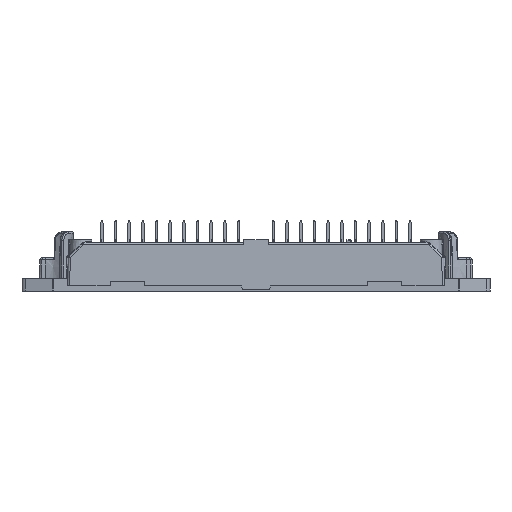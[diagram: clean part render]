
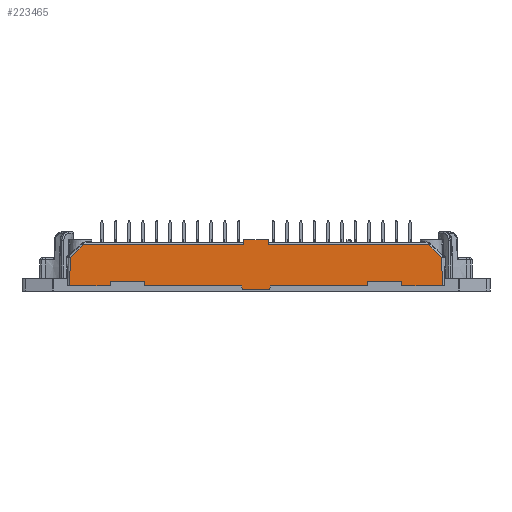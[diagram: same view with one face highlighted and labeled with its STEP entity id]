
A CAD part, front view. The second image highlights one B-rep face of the part: STEP entity #223465.
In plain terms, the highlighted planar face has unit normal (0, -1, 0.026).
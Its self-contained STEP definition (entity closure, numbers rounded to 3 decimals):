
#28401=ORIENTED_EDGE('',*,*,#70806,.F.);
#28402=ORIENTED_EDGE('',*,*,#70807,.T.);
#28403=ORIENTED_EDGE('',*,*,#70808,.F.);
#28404=ORIENTED_EDGE('',*,*,#70809,.T.);
#28405=ORIENTED_EDGE('',*,*,#70810,.T.);
#28406=ORIENTED_EDGE('',*,*,#69164,.F.);
#28407=ORIENTED_EDGE('',*,*,#69162,.T.);
#28408=ORIENTED_EDGE('',*,*,#70544,.F.);
#28409=ORIENTED_EDGE('',*,*,#69157,.T.);
#28410=ORIENTED_EDGE('',*,*,#70665,.T.);
#28411=ORIENTED_EDGE('',*,*,#69155,.T.);
#28412=ORIENTED_EDGE('',*,*,#69153,.T.);
#28413=ORIENTED_EDGE('',*,*,#70811,.T.);
#28414=ORIENTED_EDGE('',*,*,#70812,.F.);
#28415=ORIENTED_EDGE('',*,*,#70813,.T.);
#28416=ORIENTED_EDGE('',*,*,#70814,.T.);
#28417=ORIENTED_EDGE('',*,*,#70815,.T.);
#28418=ORIENTED_EDGE('',*,*,#69185,.F.);
#28419=ORIENTED_EDGE('',*,*,#69189,.T.);
#28420=ORIENTED_EDGE('',*,*,#69194,.F.);
#28421=ORIENTED_EDGE('',*,*,#69195,.F.);
#28422=ORIENTED_EDGE('',*,*,#69199,.T.);
#69153=EDGE_CURVE('',#88289,#88626,#108313,.T.);
#69155=EDGE_CURVE('',#88628,#88289,#108315,.T.);
#69157=EDGE_CURVE('',#88629,#88630,#108316,.F.);
#69162=EDGE_CURVE('',#88292,#88632,#108320,.F.);
#69164=EDGE_CURVE('',#88292,#88634,#108322,.T.);
#69185=EDGE_CURVE('',#88649,#88650,#108339,.F.);
#69189=EDGE_CURVE('',#88649,#88653,#108343,.T.);
#69194=EDGE_CURVE('',#88656,#88653,#108348,.F.);
#69195=EDGE_CURVE('',#88657,#88656,#108349,.T.);
#69199=EDGE_CURVE('',#88657,#88659,#108353,.F.);
#70544=EDGE_CURVE('',#88629,#88632,#108929,.T.);
#70665=EDGE_CURVE('',#88630,#88628,#108980,.T.);
#70806=EDGE_CURVE('',#89837,#88659,#109036,.F.);
#70807=EDGE_CURVE('',#89837,#89838,#109037,.F.);
#70808=EDGE_CURVE('',#89839,#89838,#109038,.F.);
#70809=EDGE_CURVE('',#89839,#89840,#109039,.F.);
#70810=EDGE_CURVE('',#89840,#88634,#109040,.F.);
#70811=EDGE_CURVE('',#88626,#89841,#109041,.F.);
#70812=EDGE_CURVE('',#89842,#89841,#109042,.F.);
#70813=EDGE_CURVE('',#89842,#89843,#109043,.F.);
#70814=EDGE_CURVE('',#89843,#89844,#109044,.F.);
#70815=EDGE_CURVE('',#89844,#88650,#109045,.F.);
#88289=VERTEX_POINT('',#310486);
#88292=VERTEX_POINT('',#310496);
#88626=VERTEX_POINT('',#314687);
#88628=VERTEX_POINT('',#314693);
#88629=VERTEX_POINT('',#314697);
#88630=VERTEX_POINT('',#314698);
#88632=VERTEX_POINT('',#314705);
#88634=VERTEX_POINT('',#314711);
#88649=VERTEX_POINT('',#314776);
#88650=VERTEX_POINT('',#314777);
#88653=VERTEX_POINT('',#314785);
#88656=VERTEX_POINT('',#314793);
#88657=VERTEX_POINT('',#314797);
#88659=VERTEX_POINT('',#314803);
#89837=VERTEX_POINT('',#319995);
#89838=VERTEX_POINT('',#319997);
#89839=VERTEX_POINT('',#319999);
#89840=VERTEX_POINT('',#320001);
#89841=VERTEX_POINT('',#320004);
#89842=VERTEX_POINT('',#320006);
#89843=VERTEX_POINT('',#320008);
#89844=VERTEX_POINT('',#320010);
#108313=LINE('',#314688,#127588);
#108315=LINE('',#314692,#127590);
#108316=LINE('',#314696,#127591);
#108320=LINE('',#314706,#127595);
#108322=LINE('',#314710,#127597);
#108339=LINE('',#314775,#127614);
#108343=LINE('',#314784,#127618);
#108348=LINE('',#314794,#127623);
#108349=LINE('',#314796,#127624);
#108353=LINE('',#314805,#127628);
#108929=LINE('',#319042,#128204);
#108980=LINE('',#319466,#128255);
#109036=LINE('',#319994,#128311);
#109037=LINE('',#319996,#128312);
#109038=LINE('',#319998,#128313);
#109039=LINE('',#320000,#128314);
#109040=LINE('',#320002,#128315);
#109041=LINE('',#320003,#128316);
#109042=LINE('',#320005,#128317);
#109043=LINE('',#320007,#128318);
#109044=LINE('',#320009,#128319);
#109045=LINE('',#320011,#128320);
#127588=VECTOR('',#261828,1000.);
#127590=VECTOR('',#261832,1000.);
#127591=VECTOR('',#261837,1000.);
#127595=VECTOR('',#261845,1000.);
#127597=VECTOR('',#261849,1000.);
#127614=VECTOR('',#261882,1000.);
#127618=VECTOR('',#261888,1000.);
#127623=VECTOR('',#261895,1000.);
#127624=VECTOR('',#261898,1000.);
#127628=VECTOR('',#261904,1000.);
#128204=VECTOR('',#264012,1000.);
#128255=VECTOR('',#264155,1000.);
#128311=VECTOR('',#264339,1000.);
#128312=VECTOR('',#264340,1000.);
#128313=VECTOR('',#264341,1000.);
#128314=VECTOR('',#264342,1000.);
#128315=VECTOR('',#264343,1000.);
#128316=VECTOR('',#264344,1000.);
#128317=VECTOR('',#264345,1000.);
#128318=VECTOR('',#264346,1000.);
#128319=VECTOR('',#264347,1000.);
#128320=VECTOR('',#264348,1000.);
#138893=EDGE_LOOP('',(#28401,#28402,#28403,#28404,#28405,#28406,#28407,
#28408,#28409,#28410,#28411,#28412,#28413,#28414,#28415,#28416,#28417,#28418,
#28419,#28420,#28421,#28422));
#148013=FACE_BOUND('',#138893,.T.);
#156589=PLANE('',#232759);
#223465=ADVANCED_FACE('',(#148013),#156589,.T.);
#232759=AXIS2_PLACEMENT_3D('',#319993,#264337,#264338);
#261828=DIRECTION('',(-0.707,-0.019,-0.707));
#261832=DIRECTION('',(-1.,0.,0.));
#261837=DIRECTION('',(1.,0.,0.));
#261845=DIRECTION('',(1.,0.,0.));
#261849=DIRECTION('',(0.707,-0.019,-0.707));
#261882=DIRECTION('',(1.,0.,0.));
#261888=DIRECTION('',(0.174,-0.026,-0.984));
#261895=DIRECTION('',(1.,0.,0.));
#261898=DIRECTION('',(-0.174,-0.026,-0.984));
#261904=DIRECTION('',(-1.,0.,0.));
#264012=DIRECTION('',(0.017,-0.026,-1.));
#264155=DIRECTION('',(-0.017,-0.026,-1.));
#264337=DIRECTION('',(0.,-1.,0.026));
#264338=DIRECTION('',(0.,-0.026,-1.));
#264339=DIRECTION('',(0.,0.026,1.));
#264340=DIRECTION('',(-1.,0.,0.));
#264341=DIRECTION('',(0.,-0.026,-1.));
#264342=DIRECTION('',(-1.,0.,0.));
#264343=DIRECTION('',(0.026,-0.026,-0.999));
#264344=DIRECTION('',(0.026,0.026,0.999));
#264345=DIRECTION('',(1.,0.,0.));
#264346=DIRECTION('',(0.,-0.026,-1.));
#264347=DIRECTION('',(-1.,0.,0.));
#264348=DIRECTION('',(0.,0.026,1.));
#310486=CARTESIAN_POINT('',(-40.443,-30.719,7.363));
#310496=CARTESIAN_POINT('',(40.443,-30.719,7.363));
#314687=CARTESIAN_POINT('',(-43.474,-30.798,4.332));
#314688=CARTESIAN_POINT('',(-23.298,-30.27,24.508));
#314692=CARTESIAN_POINT('',(0.,-30.719,7.363));
#314693=CARTESIAN_POINT('',(-2.845,-30.719,7.363));
#314696=CARTESIAN_POINT('',(0.,-30.689,8.5));
#314697=CARTESIAN_POINT('',(2.825,-30.689,8.5));
#314698=CARTESIAN_POINT('',(-2.825,-30.689,8.5));
#314705=CARTESIAN_POINT('',(2.845,-30.719,7.363));
#314706=CARTESIAN_POINT('',(0.,-30.719,7.363));
#314710=CARTESIAN_POINT('',(23.298,-30.27,24.508));
#314711=CARTESIAN_POINT('',(43.474,-30.798,4.332));
#314775=CARTESIAN_POINT('',(0.,-30.972,-2.3));
#314776=CARTESIAN_POINT('',(-3.359,-30.972,-2.3));
#314777=CARTESIAN_POINT('',(-26.147,-30.972,-2.3));
#314784=CARTESIAN_POINT('',(-3.861,-30.897,0.546));
#314785=CARTESIAN_POINT('',(-3.218,-30.993,-3.1));
#314793=CARTESIAN_POINT('',(3.218,-30.993,-3.1));
#314794=CARTESIAN_POINT('',(3.5,-30.993,-3.1));
#314796=CARTESIAN_POINT('',(3.861,-30.897,0.546));
#314797=CARTESIAN_POINT('',(3.359,-30.972,-2.3));
#314803=CARTESIAN_POINT('',(26.147,-30.972,-2.3));
#314805=CARTESIAN_POINT('',(0.,-30.972,-2.3));
#319042=CARTESIAN_POINT('',(2.849,-30.725,7.119));
#319466=CARTESIAN_POINT('',(-2.849,-30.725,7.119));
#319993=CARTESIAN_POINT('',(0.,-30.879,1.226));
#319994=CARTESIAN_POINT('',(26.147,-30.879,1.226));
#319995=CARTESIAN_POINT('',(26.147,-30.945,-1.3));
#319996=CARTESIAN_POINT('',(0.,-30.945,-1.3));
#319997=CARTESIAN_POINT('',(34.147,-30.945,-1.3));
#319998=CARTESIAN_POINT('',(34.147,-30.879,1.226));
#319999=CARTESIAN_POINT('',(34.147,-30.972,-2.3));
#320000=CARTESIAN_POINT('',(0.,-30.972,-2.3));
#320001=CARTESIAN_POINT('',(43.647,-30.972,-2.3));
#320002=CARTESIAN_POINT('',(43.525,-30.849,2.365));
#320003=CARTESIAN_POINT('',(-43.525,-30.849,2.365));
#320004=CARTESIAN_POINT('',(-43.647,-30.972,-2.3));
#320005=CARTESIAN_POINT('',(0.,-30.972,-2.3));
#320006=CARTESIAN_POINT('',(-34.147,-30.972,-2.3));
#320007=CARTESIAN_POINT('',(-34.147,-30.879,1.226));
#320008=CARTESIAN_POINT('',(-34.147,-30.945,-1.3));
#320009=CARTESIAN_POINT('',(0.,-30.945,-1.3));
#320010=CARTESIAN_POINT('',(-26.147,-30.945,-1.3));
#320011=CARTESIAN_POINT('',(-26.147,-30.879,1.226));
